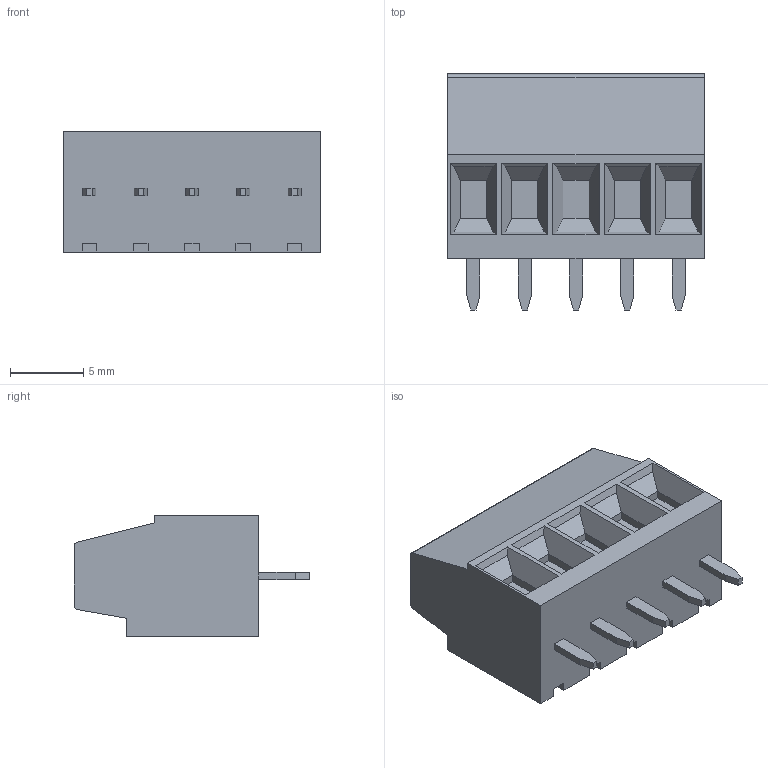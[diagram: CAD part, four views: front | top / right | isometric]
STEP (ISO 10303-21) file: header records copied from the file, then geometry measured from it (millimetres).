
FILE_DESCRIPTION(('STEP AP214'),'1');
FILE_NAME('MVS135-3,5-V-L.stp','2018-06-14T15:59:18',(' '),(' '),'Spatial InterOp 3D',' ',' ');
FILE_SCHEMA(('automotive_design'));
Length unit declared in the file: metre
Products named in the file (1): 1
Bounding box: 17.5 x 16.1 x 8.2 mm (x, y, z)
Volume: 1436.1 mm3; surface area: 1292.4 mm2
Topology: 1 solids, 1 shells, 302 faces, 840 edges, 550 vertices
Faces by surface type: plane 255, cylinder 37, torus 5, cone 5
Full cylindrical faces by diameter (mm): 2 x5, 2.1 x5, 2.8 x5, 3 x5
Entity records: 11916 total; most frequent: CARTESIAN_POINT 1828, ORIENTED_EDGE 1590, DIRECTION 1520, EDGE_CURVE 795, LINE 616, VECTOR 616, VERTEX_POINT 535, AXIS2_PLACEMENT_3D 452
